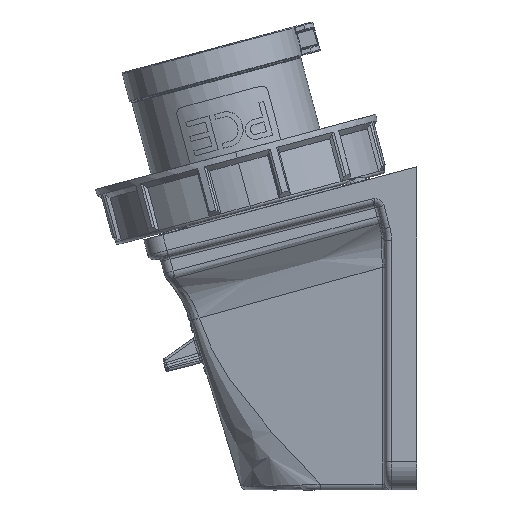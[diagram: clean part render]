
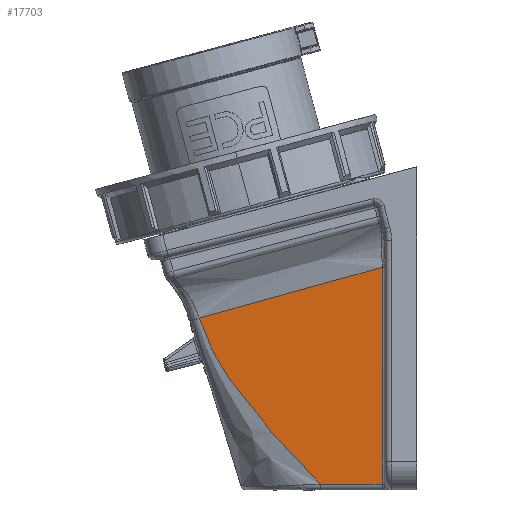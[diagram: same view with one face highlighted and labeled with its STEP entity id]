
A CAD part, left-side view. The second image highlights one B-rep face of the part: STEP entity #17703.
In plain terms, the highlighted planar face has unit normal (-0.998, 0.001, -0.056).
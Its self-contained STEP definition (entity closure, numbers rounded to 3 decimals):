
#2334 = CARTESIAN_POINT ( 'NONE',  ( -26.317, 49.317, -81.464 ) ) ;
#4336 = VERTEX_POINT ( 'NONE', #19348 ) ;
#6055 = CARTESIAN_POINT ( 'NONE',  ( -28.16, 69.232, -48.251 ) ) ;
#7931 = CARTESIAN_POINT ( 'NONE',  ( -31.265, 10., 5.87 ) ) ;
#10057 = CARTESIAN_POINT ( 'NONE',  ( -25.396, 33.507, -98.17 ) ) ;
#11200 = DIRECTION ( 'NONE',  ( -0.001, -1., 0. ) ) ;
#12801 = LINE ( 'NONE', #38959, #56270 ) ;
#13928 = B_SPLINE_CURVE_WITH_KNOTS ( 'NONE', 3,
 ( #72117, #72436, #80205, #33977 ),
 .UNSPECIFIED., .F., .F.,
 ( 4, 4 ),
 ( 0.001, 0.061 ),
 .UNSPECIFIED. ) ;
#15213 = ORIENTED_EDGE ( 'NONE', *, *, #36880, .T. ) ;
#17703 = ADVANCED_FACE ( 'NONE', ( #57645 ), #62233, .T. ) ;
#17780 = CARTESIAN_POINT ( 'NONE',  ( -25.234, 30.722, -101.112 ) ) ;
#19348 = CARTESIAN_POINT ( 'NONE',  ( -25.255, 10.999, -101.112 ) ) ;
#21861 = EDGE_LOOP ( 'NONE', ( #15213, #81517, #80348, #67086, #75591 ) ) ;
#23754 = DIRECTION ( 'NONE',  ( -0.056, 0., 0.998 ) ) ;
#28590 = VERTEX_POINT ( 'NONE', #69809 ) ;
#29078 = VERTEX_POINT ( 'NONE', #96068 ) ;
#33977 = CARTESIAN_POINT ( 'NONE',  ( -28.162, 69.246, -48.207 ) ) ;
#36880 = EDGE_CURVE ( 'NONE', #28590, #4336, #78667, .T. ) ;
#38959 = CARTESIAN_POINT ( 'NONE',  ( -31.264, 10.999, 5.87 ) ) ;
#41115 = CARTESIAN_POINT ( 'NONE',  ( -28.162, 69.246, -48.207 ) ) ;
#44512 = CARTESIAN_POINT ( 'NONE',  ( -28.161, 69.239, -48.229 ) ) ;
#48729 = EDGE_CURVE ( 'NONE', #4336, #52812, #12801, .T. ) ;
#52812 = VERTEX_POINT ( 'NONE', #58140 ) ;
#56266 = CARTESIAN_POINT ( 'NONE',  ( -25.477, 34.899, -96.699 ) ) ;
#56270 = VECTOR ( 'NONE', #93011, 1000. ) ;
#57418 = CARTESIAN_POINT ( 'NONE',  ( -25.257, 9.993, -101.112 ) ) ;
#57645 = FACE_OUTER_BOUND ( 'NONE', #21861, .T. ) ;
#58140 = CARTESIAN_POINT ( 'NONE',  ( -29.135, 10.999, -32.046 ) ) ;
#60006 = CARTESIAN_POINT ( 'NONE',  ( -28.159, 69.226, -48.273 ) ) ;
#62233 = PLANE ( 'NONE',  #73624 ) ;
#64007 = CARTESIAN_POINT ( 'NONE',  ( -25.315, 32.114, -99.641 ) ) ;
#64618 =( BOUNDED_CURVE ( )  B_SPLINE_CURVE ( 3, ( #98505, #44512, #6055, #60006 ),
 .UNSPECIFIED., .F., .T. ) 
 B_SPLINE_CURVE_WITH_KNOTS ( ( 4, 4 ),
 ( 4.394, 4.396 ),
 .UNSPECIFIED. ) 
 CURVE ( )  GEOMETRIC_REPRESENTATION_ITEM ( )  RATIONAL_B_SPLINE_CURVE ( ( 1., 1., 1., 1. ) ) 
 REPRESENTATION_ITEM ( '' )  );
#67086 = ORIENTED_EDGE ( 'NONE', *, *, #68013, .T. ) ;
#68013 = EDGE_CURVE ( 'NONE', #77731, #29078, #64618, .T. ) ;
#69809 = CARTESIAN_POINT ( 'NONE',  ( -25.234, 30.722, -101.112 ) ) ;
#69985 = DIRECTION ( 'NONE',  ( -0.998, 0.001, -0.056 ) ) ;
#72117 = CARTESIAN_POINT ( 'NONE',  ( -29.135, 10.999, -32.046 ) ) ;
#72436 = CARTESIAN_POINT ( 'NONE',  ( -28.81, 30.412, -37.441 ) ) ;
#73624 = AXIS2_PLACEMENT_3D ( 'NONE', #7931, #69985, #23754 ) ;
#75591 = ORIENTED_EDGE ( 'NONE', *, *, #95386, .T. ) ;
#76020 = EDGE_CURVE ( 'NONE', #52812, #77731, #13928, .T. ) ;
#77731 = VERTEX_POINT ( 'NONE', #41115 ) ;
#78667 = LINE ( 'NONE', #57418, #99252 ) ;
#79181 = CARTESIAN_POINT ( 'NONE',  ( -27.156, 63.736, -66.229 ) ) ;
#80205 = CARTESIAN_POINT ( 'NONE',  ( -28.486, 49.828, -42.828 ) ) ;
#80348 = ORIENTED_EDGE ( 'NONE', *, *, #76020, .T. ) ;
#81517 = ORIENTED_EDGE ( 'NONE', *, *, #48729, .T. ) ;
#85109 = B_SPLINE_CURVE_WITH_KNOTS ( 'NONE', 3,
 ( #94766, #79181, #2334, #56266, #10057, #64007, #17780 ),
 .UNSPECIFIED., .F., .F.,
 ( 4, 3, 4 ),
 ( -0.224, -0.167, -0.162 ),
 .UNSPECIFIED. ) ;
#93011 = DIRECTION ( 'NONE',  ( -0.056, 0., 0.998 ) ) ;
#94766 = CARTESIAN_POINT ( 'NONE',  ( -28.159, 69.226, -48.273 ) ) ;
#95386 = EDGE_CURVE ( 'NONE', #29078, #28590, #85109, .T. ) ;
#96068 = CARTESIAN_POINT ( 'NONE',  ( -28.159, 69.226, -48.273 ) ) ;
#98505 = CARTESIAN_POINT ( 'NONE',  ( -28.162, 69.246, -48.207 ) ) ;
#99252 = VECTOR ( 'NONE', #11200, 1000. ) ;
